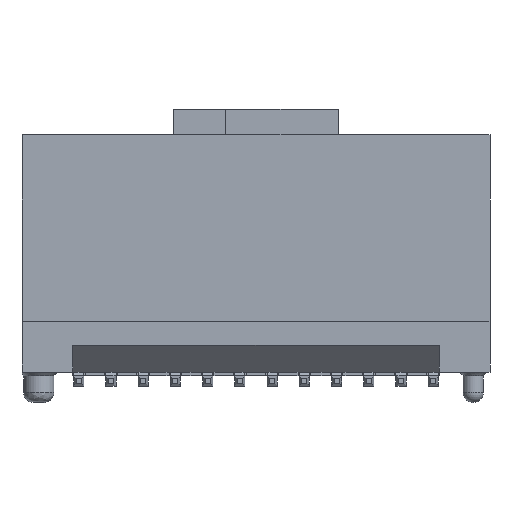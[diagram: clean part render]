
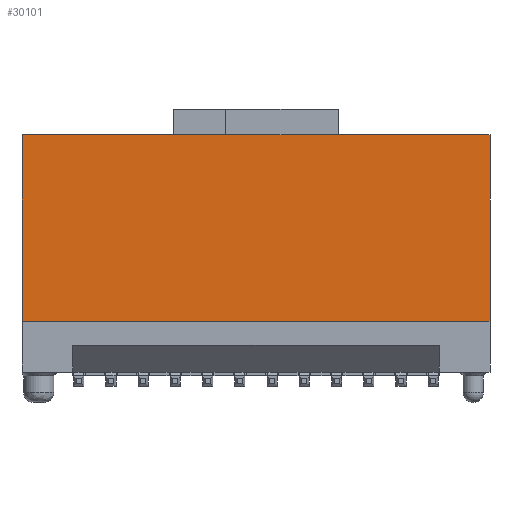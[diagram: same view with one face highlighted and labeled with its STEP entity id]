
A CAD part, front view. The second image highlights one B-rep face of the part: STEP entity #30101.
In plain terms, the highlighted face is planar.
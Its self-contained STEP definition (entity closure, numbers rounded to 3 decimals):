
#19246=CARTESIAN_POINT('',(-12.395,-1.575,2.8));
#19247=VERTEX_POINT('',#19246);
#19264=CARTESIAN_POINT('',(6.045,-1.575,2.8));
#19265=VERTEX_POINT('',#19264);
#19272=CARTESIAN_POINT('',(6.045,-1.575,2.8));
#19273=DIRECTION('',(-1.,0.,0.));
#19274=VECTOR('',#19273,18.44);
#19275=LINE('',#19272,#19274);
#19276=EDGE_CURVE('',#19265,#19247,#19275,.T.);
#30071=CARTESIAN_POINT('',(-3.175,3.175,2.8));
#30072=DIRECTION('',(1.,0.,0.));
#30073=DIRECTION('',(0.,0.,1.));
#30074=AXIS2_PLACEMENT_3D('',#30071,#30073,#30072);
#30075=PLANE('',#30074);
#30076=CARTESIAN_POINT('',(6.045,5.775,2.8));
#30077=VERTEX_POINT('',#30076);
#30078=CARTESIAN_POINT('',(6.045,-1.575,2.8));
#30079=DIRECTION('',(0.,1.,0.));
#30080=VECTOR('',#30079,7.35);
#30081=LINE('',#30078,#30080);
#30082=EDGE_CURVE('',#19265,#30077,#30081,.T.);
#30083=ORIENTED_EDGE('',*,*,#30082,.T.);
#30084=CARTESIAN_POINT('',(-12.395,5.775,2.8));
#30085=VERTEX_POINT('',#30084);
#30086=CARTESIAN_POINT('',(6.045,5.775,2.8));
#30087=DIRECTION('',(-1.,0.,0.));
#30088=VECTOR('',#30087,18.44);
#30089=LINE('',#30086,#30088);
#30090=EDGE_CURVE('',#30077,#30085,#30089,.T.);
#30091=ORIENTED_EDGE('',*,*,#30090,.T.);
#30092=CARTESIAN_POINT('',(-12.395,5.775,2.8));
#30093=DIRECTION('',(0.,-1.,0.));
#30094=VECTOR('',#30093,7.35);
#30095=LINE('',#30092,#30094);
#30096=EDGE_CURVE('',#30085,#19247,#30095,.T.);
#30097=ORIENTED_EDGE('',*,*,#30096,.T.);
#30098=ORIENTED_EDGE('',*,*,#19276,.F.);
#30099=EDGE_LOOP('',(#30083,#30091,#30097,#30098));
#30100=FACE_OUTER_BOUND('',#30099,.T.);
#30101=ADVANCED_FACE('',(#30100),#30075,.T.);
